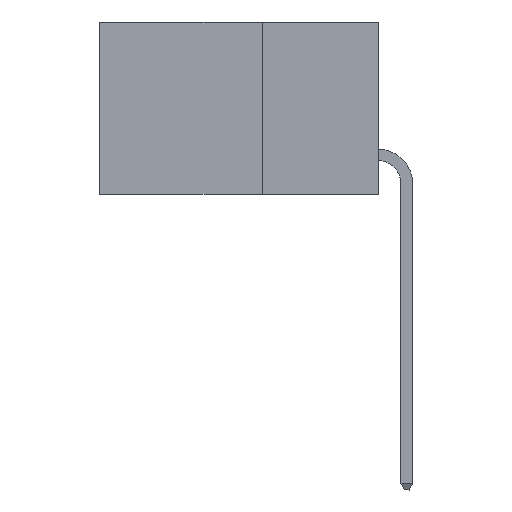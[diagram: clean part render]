
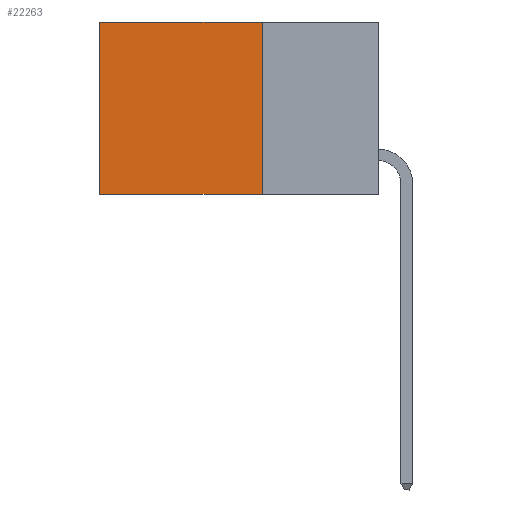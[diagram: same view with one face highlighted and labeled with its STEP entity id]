
A CAD part, left-side view. The second image highlights one B-rep face of the part: STEP entity #22263.
In plain terms, the highlighted planar face has unit normal (-1, 0, 0).
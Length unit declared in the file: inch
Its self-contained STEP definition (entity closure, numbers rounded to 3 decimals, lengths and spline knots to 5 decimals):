
#83 = VERTEX_POINT ( 'NONE', #24385 ) ;
#337 = CARTESIAN_POINT ( 'NONE',  ( 0.298, 0.25, -0.37 ) ) ;
#479 = EDGE_CURVE ( 'NONE', #25340, #20073, #28769, .T. ) ;
#2024 = EDGE_LOOP ( 'NONE', ( #25159, #7042, #15321, #24942 ) ) ;
#4766 = CARTESIAN_POINT ( 'NONE',  ( 0.298, 0.25, 0. ) ) ;
#6006 = PLANE ( 'NONE',  #17464 ) ;
#7042 = ORIENTED_EDGE ( 'NONE', *, *, #20090, .F. ) ;
#7150 = DIRECTION ( 'NONE',  ( 0., 1., 0. ) ) ;
#8286 = FACE_OUTER_BOUND ( 'NONE', #2024, .T. ) ;
#8389 = DIRECTION ( 'NONE',  ( 1., 0., 0. ) ) ;
#9446 = VECTOR ( 'NONE', #9899, 39.37008 ) ;
#9899 = DIRECTION ( 'NONE',  ( 0., 1., 0. ) ) ;
#10059 = VECTOR ( 'NONE', #7150, 39.37008 ) ;
#13160 = EDGE_CURVE ( 'NONE', #17643, #83, #18471, .T. ) ;
#14706 = CARTESIAN_POINT ( 'NONE',  ( 0.298, 0.25, -0.37 ) ) ;
#15299 = DIRECTION ( 'NONE',  ( 0., 0., -1. ) ) ;
#15321 = ORIENTED_EDGE ( 'NONE', *, *, #479, .F. ) ;
#16151 = EDGE_CURVE ( 'NONE', #25340, #17643, #29466, .T. ) ;
#16203 = VECTOR ( 'NONE', #15299, 39.37008 ) ;
#17464 = AXIS2_PLACEMENT_3D ( 'NONE', #22969, #8389, #25449 ) ;
#17643 = VERTEX_POINT ( 'NONE', #25579 ) ;
#18471 = LINE ( 'NONE', #20059, #16203 ) ;
#20059 = CARTESIAN_POINT ( 'NONE',  ( 0.298, 0.6, 0. ) ) ;
#20073 = VERTEX_POINT ( 'NONE', #14706 ) ;
#20090 = EDGE_CURVE ( 'NONE', #20073, #83, #28080, .T. ) ;
#22060 = CARTESIAN_POINT ( 'NONE',  ( 0.298, 0.25, 0. ) ) ;
#22263 = ADVANCED_FACE ( 'NONE', ( #8286 ), #6006, .F. ) ;
#22969 = CARTESIAN_POINT ( 'NONE',  ( 0.298, 0.25, 0. ) ) ;
#23688 = CARTESIAN_POINT ( 'NONE',  ( 0.298, 0.25, 0. ) ) ;
#24385 = CARTESIAN_POINT ( 'NONE',  ( 0.298, 0.6, -0.37 ) ) ;
#24942 = ORIENTED_EDGE ( 'NONE', *, *, #16151, .T. ) ;
#25159 = ORIENTED_EDGE ( 'NONE', *, *, #13160, .T. ) ;
#25340 = VERTEX_POINT ( 'NONE', #22060 ) ;
#25449 = DIRECTION ( 'NONE',  ( 0., 0., -1. ) ) ;
#25579 = CARTESIAN_POINT ( 'NONE',  ( 0.298, 0.6, 0. ) ) ;
#27231 = VECTOR ( 'NONE', #30817, 39.37008 ) ;
#28080 = LINE ( 'NONE', #337, #9446 ) ;
#28769 = LINE ( 'NONE', #23688, #27231 ) ;
#29466 = LINE ( 'NONE', #4766, #10059 ) ;
#30817 = DIRECTION ( 'NONE',  ( 0., 0., -1. ) ) ;
